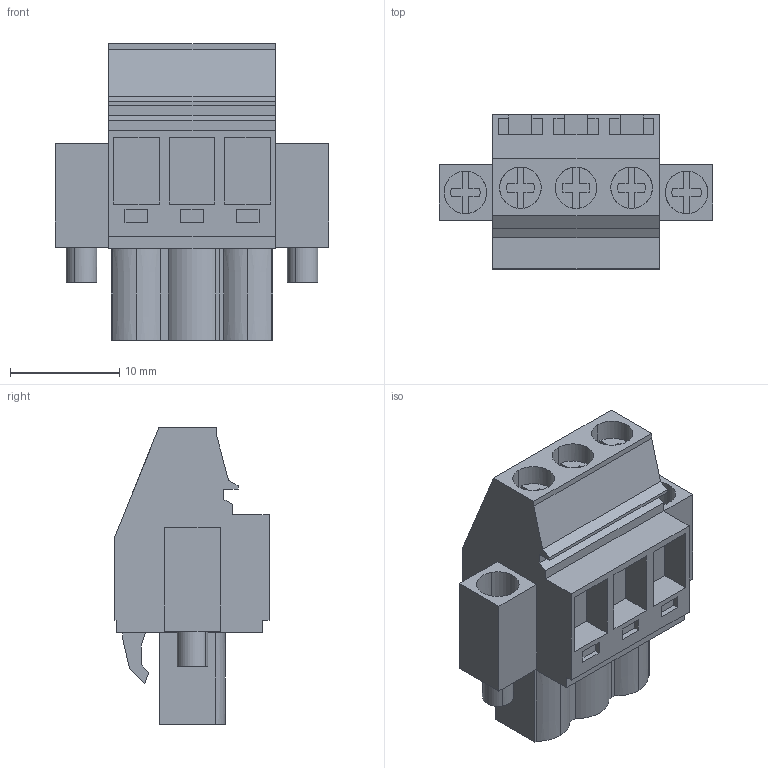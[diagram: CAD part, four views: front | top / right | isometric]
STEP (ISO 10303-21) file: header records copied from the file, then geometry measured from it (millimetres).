
FILE_DESCRIPTION(('CATIA V5 STEP','CAx-IF Rec.Pracs.--- Model Styling and Organization---1.2---2011-12-15'),'2;1');
FILE_NAME ('D1460159_0_1950320000_1950320000.stp','2017-09-09T10:12:33+00:00',('none'),('Weidmueller'),'CATIA Version 5-6 Release 2014','CATIA V5 STEP AP214','none');
FILE_SCHEMA(('AUTOMOTIVE_DESIGN { 1 0 10303 214 1 1 1 1 }'));
Length unit declared in the file: millimetre
Products named in the file (1): 1950320000
Bounding box: 25.04 x 14.1 x 27.1 mm (x, y, z)
Volume: 3893 mm3; surface area: 3166.2 mm2
Topology: 6 solids, 6 shells, 286 faces, 765 edges, 510 vertices
Faces by surface type: plane 237, cylinder 45, extrusion 4
Entity records: 8729 total; most frequent: CARTESIAN_POINT 1719, ORIENTED_EDGE 1530, DIRECTION 1239, EDGE_CURVE 765, VECTOR 651, LINE 647, VERTEX_POINT 510, AXIS2_PLACEMENT_3D 340
